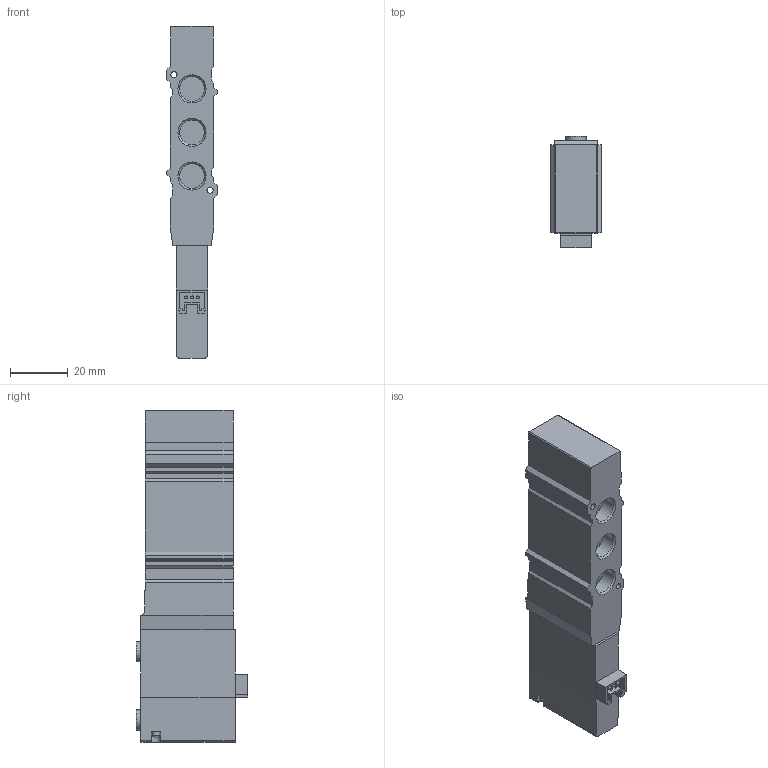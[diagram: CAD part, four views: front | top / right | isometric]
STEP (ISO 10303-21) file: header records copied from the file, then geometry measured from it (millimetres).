
FILE_DESCRIPTION( ( 'STEP AP214' ), '1' );
FILE_NAME( 'SVM-_5222.stp', '2022-04-19T08:18:58', ( 'License CC BY-ND 4.0' ), ( 'CADENAS' ), ' ', 'PARTsolutions', ' ' );
FILE_SCHEMA( ( 'AUTOMOTIVE_DESIGN { 1 0 10303 214 1 1 1 1 }' ) );
Length unit declared in the file: millimetre
Products named in the file (1): _SVM-_5222
Bounding box: 17.6 x 38.5 x 115.1 mm (x, y, z)
Volume: 47735.8 mm3; surface area: 12860.7 mm2
Topology: 1 solids, 1 shells, 135 faces, 356 edges, 235 vertices
Faces by surface type: plane 107, cylinder 20, cone 6, bspline 2
Full cylindrical faces by diameter (mm): 1 x3, 2.1 x2, 7 x2, 8.566 x3
Entity records: 5165 total; most frequent: CARTESIAN_POINT 804, ORIENTED_EDGE 662, DIRECTION 645, EDGE_CURVE 331, LINE 271, VECTOR 271, VERTEX_POINT 228, AXIS2_PLACEMENT_3D 187
